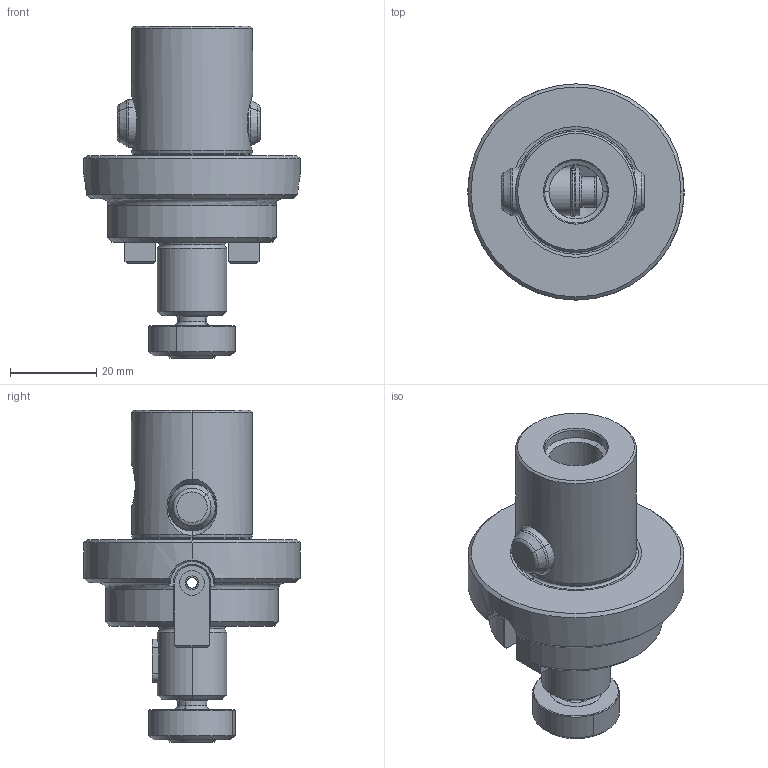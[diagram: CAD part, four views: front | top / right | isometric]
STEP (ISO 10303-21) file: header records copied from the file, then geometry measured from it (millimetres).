
FILE_DESCRIPTION(('no description'),'unknown implementation level');
FILE_NAME('836FBC74-8666-4BDB-989E-F9492AF8C072_export.stp',' ',('CIMSOURCE GmbH'),('CADClick - KiM GmbH - www.kimweb.de'),'unknown preprocess','ACIS','unknown authorization');
FILE_SCHEMA(('automotive_design'));
Length unit declared in the file: millimetre
Products named in the file (8): 335.423 Kaiser CKS5 X F16|691.600 Kaiser ETL FK 4 X 4_Standard;NONE; 335.423 Kaiser CKS5 X F16|691.605 kaiser ETL MST 16 (Paar)_Standard;NONE; 335.423 Kaiser CKS5 X F16|335.423 Kaiser CKS5 X F16_Standard;NONE; 335.423 Kaiser CKS5 X F16|690.703 Kaiser ETL FR16_M8_Standard-1;NONE; 335.423 Kaiser CKS5 X F16|690.703 Kaiser ETL FR16_M8_Standard;NONE; 335.423 Kaiser CKS5 X F16|691.505 Kaiser ETL D11 X 33K_Standard|691.525 Mitnehmerbolzen_Standard;NONE; 335.423 Kaiser CKS5 X F16|691.505 Kaiser ETL D11 X 33K_Standard|693.304 Sprengring_Standard;NONE
Bounding box: 50 x 50 x 76.8 mm (x, y, z)
Volume: 51098.2 mm3; surface area: 18007.3 mm2
Topology: 8 solids, 8 shells, 264 faces, 626 edges, 376 vertices
Faces by surface type: plane 87, cylinder 75, cone 50, torus 32, bspline 20
Entity records: 18580 total; most frequent: CARTESIAN_POINT 5349, STYLED_ITEM 1272, PRESENTATION_STYLE_ASSIGNMENT 1272, COLOUR_RGB 1272, ORIENTED_EDGE 1248, DIRECTION 1226, EDGE_CURVE 624, CURVE_STYLE 624
